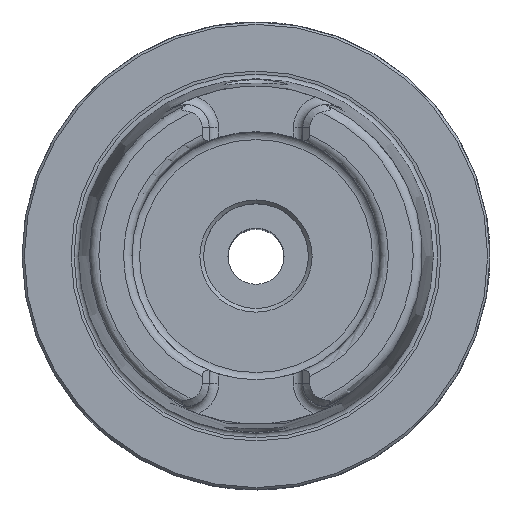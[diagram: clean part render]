
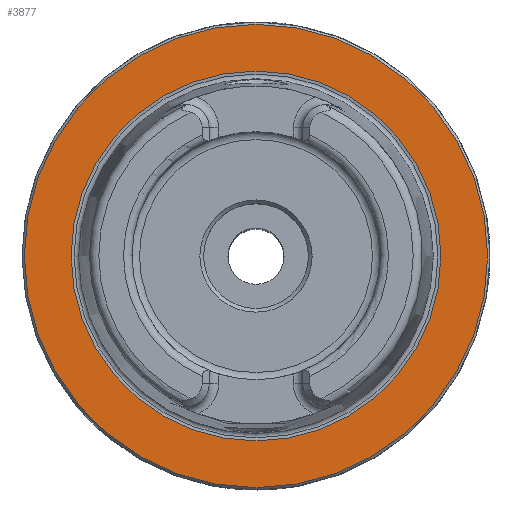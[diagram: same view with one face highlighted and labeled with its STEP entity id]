
A CAD part, top view. The second image highlights one B-rep face of the part: STEP entity #3877.
In plain terms, the highlighted planar face has unit normal (0, 0, 1).
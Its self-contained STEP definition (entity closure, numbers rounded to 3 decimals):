
#375=PLANE('',#4127);
#677=ORIENTED_EDGE('',*,*,#1216,.T.);
#678=ORIENTED_EDGE('',*,*,#1218,.F.);
#1216=EDGE_CURVE('',#1514,#1514,#1726,.T.);
#1218=EDGE_CURVE('',#1516,#1516,#1728,.T.);
#1514=VERTEX_POINT('',#5619);
#1516=VERTEX_POINT('',#5625);
#1726=CIRCLE('',#4124,49.5);
#1728=CIRCLE('',#4128,39.511);
#1929=EDGE_LOOP('',(#677));
#1930=EDGE_LOOP('',(#678));
#2229=FACE_BOUND('',#1929,.T.);
#2230=FACE_BOUND('',#1930,.T.);
#3877=ADVANCED_FACE('',(#2229,#2230),#375,.T.);
#4124=AXIS2_PLACEMENT_3D('',#5618,#4650,#4651);
#4127=AXIS2_PLACEMENT_3D('',#5623,#4656,#4657);
#4128=AXIS2_PLACEMENT_3D('',#5624,#4658,#4659);
#4650=DIRECTION('',(0.,0.,1.));
#4651=DIRECTION('',(1.,0.,0.));
#4656=DIRECTION('',(0.,0.,1.));
#4657=DIRECTION('',(1.,0.,0.));
#4658=DIRECTION('',(0.,0.,1.));
#4659=DIRECTION('',(1.,0.,0.));
#5618=CARTESIAN_POINT('',(0.,0.,0.));
#5619=CARTESIAN_POINT('',(49.5,0.,0.));
#5623=CARTESIAN_POINT('',(49.5,0.,0.));
#5624=CARTESIAN_POINT('',(0.,0.,0.));
#5625=CARTESIAN_POINT('',(39.511,0.,0.));
